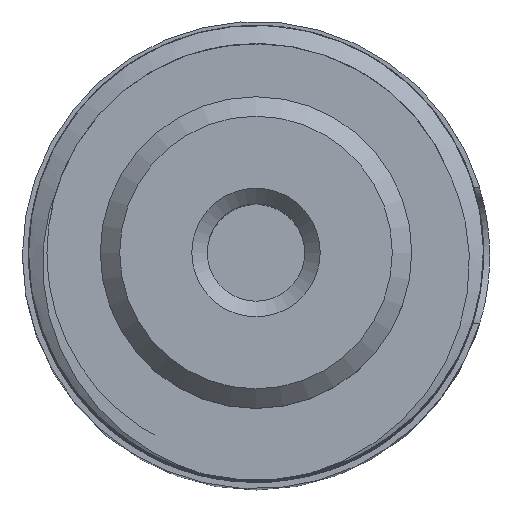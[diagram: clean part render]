
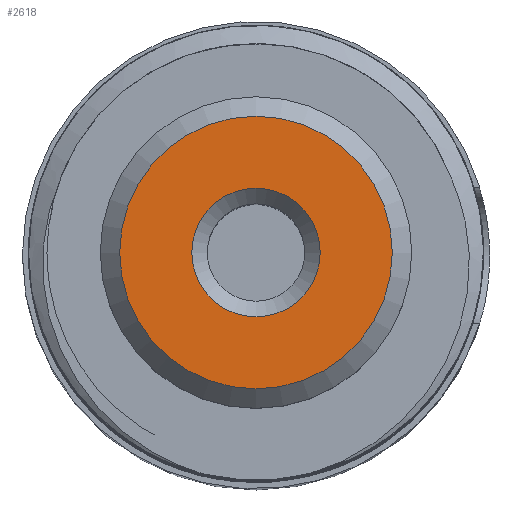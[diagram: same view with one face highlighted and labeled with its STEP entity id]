
A CAD part, top view. The second image highlights one B-rep face of the part: STEP entity #2618.
In plain terms, the highlighted planar face has unit normal (0, 0, 1).
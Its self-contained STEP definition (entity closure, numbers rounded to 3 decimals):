
#15=FACE_BOUND('',#358,.T.);
#74=PLANE('',#2738);
#216=FACE_OUTER_BOUND('',#357,.T.);
#357=EDGE_LOOP('',(#2388));
#358=EDGE_LOOP('',(#2389));
#376=CIRCLE('',#2734,1.65);
#379=CIRCLE('',#2739,3.5);
#1171=VERTEX_POINT('',#10989);
#1174=VERTEX_POINT('',#10999);
#1576=EDGE_CURVE('',#1171,#1171,#376,.T.);
#1581=EDGE_CURVE('',#1174,#1174,#379,.T.);
#2388=ORIENTED_EDGE('',*,*,#1581,.F.);
#2389=ORIENTED_EDGE('',*,*,#1576,.F.);
#2618=ADVANCED_FACE('',(#216,#15),#74,.T.);
#2734=AXIS2_PLACEMENT_3D('',#10990,#3070,#3071);
#2738=AXIS2_PLACEMENT_3D('',#10998,#3080,#3081);
#2739=AXIS2_PLACEMENT_3D('',#11000,#3082,#3083);
#3070=DIRECTION('center_axis',(0.,0.,1.));
#3071=DIRECTION('ref_axis',(-1.,0.,0.));
#3080=DIRECTION('center_axis',(0.,0.,1.));
#3081=DIRECTION('ref_axis',(-1.,0.,0.));
#3082=DIRECTION('center_axis',(0.,0.,-1.));
#3083=DIRECTION('ref_axis',(-1.,0.,0.));
#10989=CARTESIAN_POINT('',(1.65,0.,57.));
#10990=CARTESIAN_POINT('Origin',(0.,0.,57.));
#10998=CARTESIAN_POINT('Origin',(0.,0.,57.));
#10999=CARTESIAN_POINT('',(3.5,0.,57.));
#11000=CARTESIAN_POINT('Origin',(0.,0.,57.));
